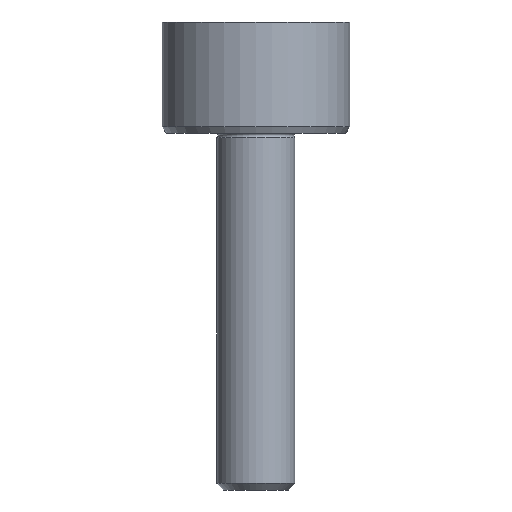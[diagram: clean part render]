
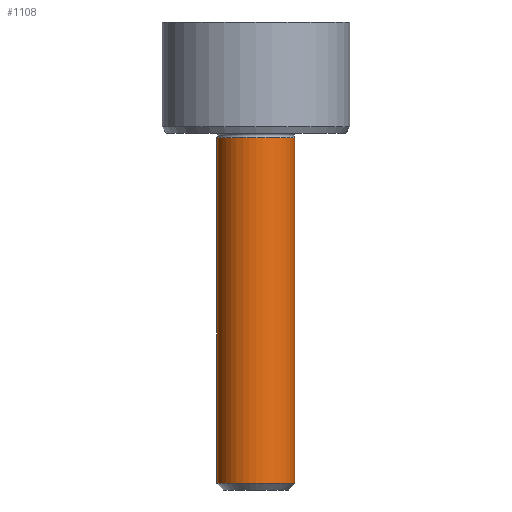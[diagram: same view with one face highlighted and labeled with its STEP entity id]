
A CAD part, front view. The second image highlights one B-rep face of the part: STEP entity #1108.
In plain terms, the highlighted cylindrical face has radius 1.75 mm (diameter 3.5 mm), a full revolution.
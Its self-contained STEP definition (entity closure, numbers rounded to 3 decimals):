
#47=CYLINDRICAL_SURFACE('',#1184,1.75);
#119=FACE_OUTER_BOUND('',#182,.T.);
#182=EDGE_LOOP('',(#967,#968,#969,#970,#971));
#270=LINE('',#2192,#351);
#351=VECTOR('',#1377,1.75);
#369=CIRCLE('',#1183,1.75);
#370=CIRCLE('',#1185,1.75);
#371=CIRCLE('',#1186,1.75);
#533=VERTEX_POINT('',#2184);
#534=VERTEX_POINT('',#2188);
#535=VERTEX_POINT('',#2189);
#691=EDGE_CURVE('',#533,#533,#369,.T.);
#693=EDGE_CURVE('',#534,#535,#370,.T.);
#694=EDGE_CURVE('',#535,#534,#371,.T.);
#695=EDGE_CURVE('',#535,#533,#270,.T.);
#967=ORIENTED_EDGE('',*,*,#693,.F.);
#968=ORIENTED_EDGE('',*,*,#694,.F.);
#969=ORIENTED_EDGE('',*,*,#695,.T.);
#970=ORIENTED_EDGE('',*,*,#691,.T.);
#971=ORIENTED_EDGE('',*,*,#695,.F.);
#1108=ADVANCED_FACE('',(#119),#47,.T.);
#1183=AXIS2_PLACEMENT_3D('',#2185,#1368,#1369);
#1184=AXIS2_PLACEMENT_3D('',#2187,#1371,#1372);
#1185=AXIS2_PLACEMENT_3D('',#2190,#1373,#1374);
#1186=AXIS2_PLACEMENT_3D('',#2191,#1375,#1376);
#1368=DIRECTION('center_axis',(0.,0.,1.));
#1369=DIRECTION('ref_axis',(0.,-1.,0.));
#1371=DIRECTION('center_axis',(0.,0.,1.));
#1372=DIRECTION('ref_axis',(0.,-1.,0.));
#1373=DIRECTION('center_axis',(0.,0.,1.));
#1374=DIRECTION('ref_axis',(0.,-1.,0.));
#1375=DIRECTION('center_axis',(0.,0.,1.));
#1376=DIRECTION('ref_axis',(0.,-1.,0.));
#1377=DIRECTION('',(0.,0.,-1.));
#2184=CARTESIAN_POINT('',(0.,1.75,-15.7));
#2185=CARTESIAN_POINT('Origin',(0.,0.,-15.7));
#2187=CARTESIAN_POINT('Origin',(0.,0.,-7.943));
#2188=CARTESIAN_POINT('',(-1.75,0.,-0.187));
#2189=CARTESIAN_POINT('',(0.,1.75,-0.187));
#2190=CARTESIAN_POINT('Origin',(0.,0.,-0.187));
#2191=CARTESIAN_POINT('Origin',(0.,0.,-0.187));
#2192=CARTESIAN_POINT('',(0.,1.75,-7.943));
